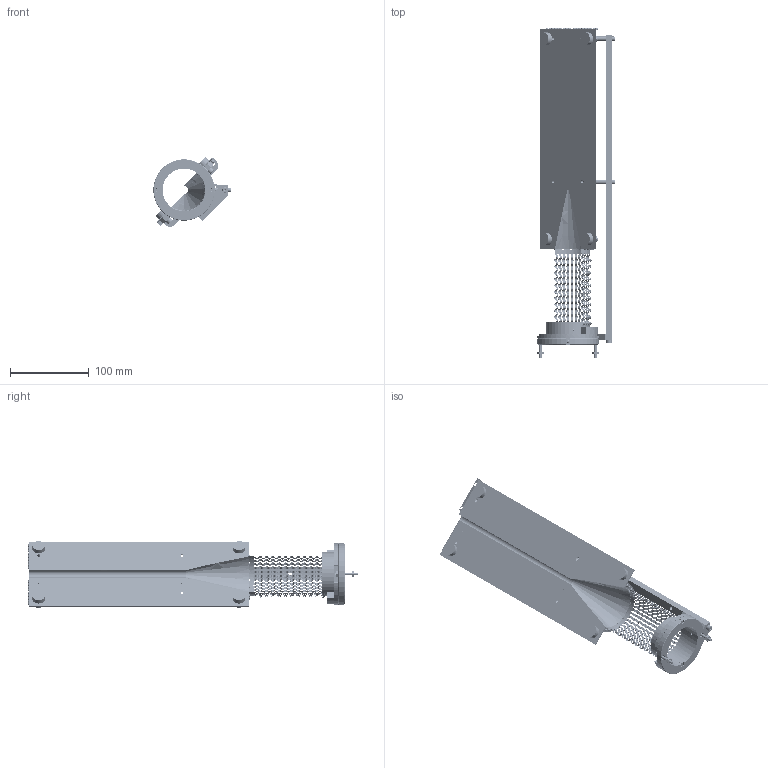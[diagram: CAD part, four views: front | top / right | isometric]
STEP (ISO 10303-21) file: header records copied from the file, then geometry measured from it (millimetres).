
FILE_DESCRIPTION(/* description */ (''),/* implementation_level */ '2;1');
FILE_NAME(/* name */ 'LHC-UNPOL-TARGET-TOOL-FOR-COATING_ASB.stp',/* time_stamp */ '2019-10-07T12:39:54+02:00',/* author */ (''),/* organization */ (''),/* preprocessor_version */ 'ST-DEVELOPER v16',/* originating_system */ 'SIEMENS PLM Software NX 11.0',/* authorisation */ '');
FILE_SCHEMA (('AUTOMOTIVE_DESIGN { 1 0 10303 214 3 1 1 1 }'));
Products named in the file (43): upstream-cell-floating-bar-connection1-V5; vite-M2x8; vite-M1.6x4; shaped-rivet-D2-L4; vite-TC-M2x12; vite-TC-M2x6; upstream-WFS-holder-2; upstream-WFS-holder-1; RF-foil-elct-connection-spring4-V6; RF-foil-elct-connection-spring2-V6; RF-foil-elct-connection-spring5-V6; RF-foil-elct-connection-spring3-V6; RF-foil-elct-connection-spring1-V6; RF-foil-electrical-connection-V7-L; unpol-target-WFS-upstream-L-V6; dado-M8; protection-plug; vite-M4x16; coating-upstream-flange-support; vite-M3x12; spacer-for-coating; support-bar-for-coating; tatget-support-cup-20-mm; upstream-wfs-CuBe2-cover-V6; half-unpol-target-L-V6; pin-D3x15; sphere-D2-WFS-cutter-V6; dado-M4; vite-exag-M4x25; engaging-flange-V6; upstream-WFS-connecting-flange; SUPPORT-FOR-COATING-L_ASB; ALIGNING-MIRRORS_ASB; UPSTREAM-WFS-HOLDER-L_ASB; FIXED-FLOATING-CONNECTION-L-UPSTREAM_ASB; FIXED-FLOATING-CONNECTION-L-DOWNSTREAM_ASB; FIXED-UNPOL-TARGET-FLOATING-SUPPORT-FOR-ALIGNMENT_ASB; RIVETS-1_ASB; TARGET-ELECTRICAL-CONTINUITY-L_ASB-V7; RIVETS_ASB ...
Assembly tree (105 placements, depth 5):
  LHC-UNPOL-TARGET-TOOL-FOR-COATING_ASB
    HALF-UNPOL-TARGET-TOOL-FOR-COATING-L_ASB
      UNPOL-TARGET-WFS-UPSTREAM-L_ASB-V6_NX-ARRAGMNTunpol-cell-closed
        unpol-target-WFS-upstream-L-V6
        RIVETS_ASB
          shaped-rivet-D2-L4  x16
      half-unpol-target-L-V6
      TARGET-ELECTRICAL-CONTINUITY-L_ASB-V7
        RF-foil-electrical-connection-V7-L
        RF-foil-elct-connection-spring1-V6
        RF-foil-elct-connection-spring3-V6
        RF-foil-elct-connection-spring5-V6
        RF-foil-elct-connection-spring2-V6
        RF-foil-elct-connection-spring4-V6
        RIVETS-1_ASB
          shaped-rivet-D2-L4  x18
      FIXED-UNPOL-TARGET-FLOATING-SUPPORT-FOR-ALIGNMENT_ASB
        FIXED-FLOATING-CONNECTION-L-DOWNSTREAM_ASB
          vite-M1.6x4  x2
          vite-M2x8
          upstream-cell-floating-bar-connection1-V5
        FIXED-FLOATING-CONNECTION-L-UPSTREAM_ASB
          vite-M1.6x4  x2
          vite-M2x8
          upstream-cell-floating-bar-connection1-V5
      upstream-wfs-CuBe2-cover-V6
      UPSTREAM-WFS-HOLDER-L_ASB
        upstream-WFS-holder-1
        upstream-WFS-holder-2
        vite-TC-M2x6  x8
        vite-TC-M2x12  x5
    upstream-WFS-connecting-flange
    engaging-flange-V6
    vite-exag-M4x25  x2
    dado-M4  x2
    sphere-D2-WFS-cutter-V6
    ALIGNING-MIRRORS_ASB
      tatget-support-cup-20-mm  x4
    pin-D3x15  x2
    SUPPORT-FOR-COATING-L_ASB
      support-bar-for-coating
      spacer-for-coating  x2
      vite-M3x12  x2
      coating-upstream-flange-support
      vite-M4x16
      protection-plug  x4
      dado-M8  x4
Bounding box: 98.46 x 422.3 x 88.67 mm (x, y, z)
Volume: 150331 mm3; surface area: 166107.7 mm2
Topology: 112 solids, 112 shells, 2865 faces, 7266 edges, 4665 vertices
Faces by surface type: plane 919, revolution 918, cylinder 495, cone 358, sphere 91, torus 72, bspline 12
Full cylindrical faces by diameter (mm): 1.25 x6, 1.496 x4, 1.6 x14, 1.8 x4, 1.886 x15, 2 x113, 2.2 x10, 2.5 x2, 2.6 x18, 2.874 x2, 3 x14, 3.3 x1, 3.354 x2, 3.4 x2, 3.432 x2, 3.8 x15, 3.838 x1, 4.3 x1, 4.4 x12, 5 x4, 5.5 x2, 5.88 x2, 6 x2, 6.2 x2, 6.985 x4, 7 x1, 8 x12, 10 x4, 14 x4, 16 x4
Entity records: 117988 total; most frequent: CARTESIAN_POINT 65914, ORIENTED_EDGE 10292, DIRECTION 10089, EDGE_CURVE 5146, AXIS2_PLACEMENT_3D 4004, VERTEX_POINT 3528, CIRCLE 2757, EDGE_LOOP 2622
